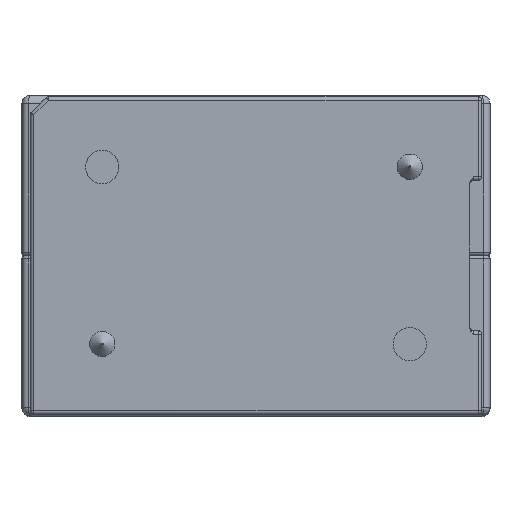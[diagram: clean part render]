
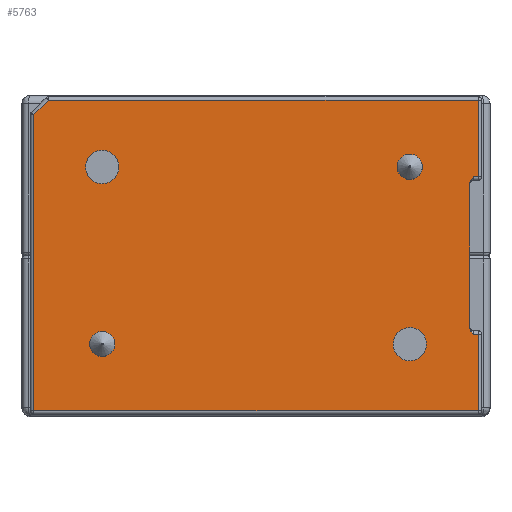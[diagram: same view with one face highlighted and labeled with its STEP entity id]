
A CAD part, top view. The second image highlights one B-rep face of the part: STEP entity #5763.
In plain terms, the highlighted face is planar.
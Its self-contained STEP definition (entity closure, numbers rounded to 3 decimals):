
#113=FACE_BOUND('',#2141,.T.);
#114=FACE_BOUND('',#2142,.T.);
#115=FACE_BOUND('',#2143,.T.);
#116=FACE_BOUND('',#2144,.T.);
#162=PLANE('',#6146);
#384=LINE('',#8204,#1039);
#389=LINE('',#8241,#1044);
#395=LINE('',#8264,#1050);
#416=LINE('',#8317,#1071);
#421=LINE('',#8332,#1076);
#422=LINE('',#8336,#1077);
#423=LINE('',#8338,#1078);
#424=LINE('',#8340,#1079);
#425=LINE('',#8341,#1080);
#1039=VECTOR('',#6591,4.354);
#1044=VECTOR('',#6618,0.15);
#1050=VECTOR('',#6646,2.3);
#1071=VECTOR('',#6691,0.15);
#1076=VECTOR('',#6710,2.3);
#1077=VECTOR('',#6715,12.859);
#1078=VECTOR('',#6716,0.624);
#1079=VECTOR('',#6717,8.859);
#1080=VECTOR('',#6718,13.3);
#1787=FACE_OUTER_BOUND('',#2140,.T.);
#2140=EDGE_LOOP('',(#4158,#4159,#4160,#4161,#4162,#4163,#4164,#4165,#4166,
#4167,#4168));
#2141=EDGE_LOOP('',(#4169));
#2142=EDGE_LOOP('',(#4170));
#2143=EDGE_LOOP('',(#4171));
#2144=EDGE_LOOP('',(#4172));
#2498=B_SPLINE_CURVE_WITH_KNOTS('',3,(#8178,#8179,#8180,#8181,#8182,#8183),
 .UNSPECIFIED.,.F.,.F.,(4,2,4),(0.,0.012,0.019),
 .UNSPECIFIED.);
#2501=B_SPLINE_CURVE_WITH_KNOTS('',3,(#8229,#8230,#8231,#8232,#8233,#8234),
 .UNSPECIFIED.,.F.,.F.,(4,2,4),(0.051,0.058,0.07),
 .UNSPECIFIED.);
#2563=CIRCLE('',#6147,0.5);
#2564=CIRCLE('',#6148,0.5);
#2565=CIRCLE('',#6149,0.375);
#2566=CIRCLE('',#6150,0.375);
#2673=VERTEX_POINT('',#8175);
#2674=VERTEX_POINT('',#8177);
#2679=VERTEX_POINT('',#8203);
#2686=VERTEX_POINT('',#8228);
#2688=VERTEX_POINT('',#8239);
#2694=VERTEX_POINT('',#8262);
#2714=VERTEX_POINT('',#8316);
#2717=VERTEX_POINT('',#8331);
#2718=VERTEX_POINT('',#8335);
#2719=VERTEX_POINT('',#8337);
#2720=VERTEX_POINT('',#8339);
#2721=VERTEX_POINT('',#8342);
#2722=VERTEX_POINT('',#8344);
#2723=VERTEX_POINT('',#8346);
#2724=VERTEX_POINT('',#8348);
#3205=EDGE_CURVE('',#2673,#2674,#2498,.T.);
#3213=EDGE_CURVE('',#2679,#2674,#384,.T.);
#3223=EDGE_CURVE('',#2679,#2686,#2501,.T.);
#3227=EDGE_CURVE('',#2688,#2673,#389,.T.);
#3239=EDGE_CURVE('',#2694,#2688,#395,.T.);
#3265=EDGE_CURVE('',#2686,#2714,#416,.T.);
#3273=EDGE_CURVE('',#2714,#2717,#421,.T.);
#3275=EDGE_CURVE('',#2718,#2694,#422,.T.);
#3276=EDGE_CURVE('',#2719,#2718,#423,.T.);
#3277=EDGE_CURVE('',#2720,#2719,#424,.T.);
#3278=EDGE_CURVE('',#2717,#2720,#425,.T.);
#3279=EDGE_CURVE('',#2721,#2721,#2563,.T.);
#3280=EDGE_CURVE('',#2722,#2722,#2564,.T.);
#3281=EDGE_CURVE('',#2723,#2723,#2565,.T.);
#3282=EDGE_CURVE('',#2724,#2724,#2566,.T.);
#4158=ORIENTED_EDGE('',*,*,#3227,.F.);
#4159=ORIENTED_EDGE('',*,*,#3239,.F.);
#4160=ORIENTED_EDGE('',*,*,#3275,.F.);
#4161=ORIENTED_EDGE('',*,*,#3276,.F.);
#4162=ORIENTED_EDGE('',*,*,#3277,.F.);
#4163=ORIENTED_EDGE('',*,*,#3278,.F.);
#4164=ORIENTED_EDGE('',*,*,#3273,.F.);
#4165=ORIENTED_EDGE('',*,*,#3265,.F.);
#4166=ORIENTED_EDGE('',*,*,#3223,.F.);
#4167=ORIENTED_EDGE('',*,*,#3213,.T.);
#4168=ORIENTED_EDGE('',*,*,#3205,.F.);
#4169=ORIENTED_EDGE('',*,*,#3279,.T.);
#4170=ORIENTED_EDGE('',*,*,#3280,.T.);
#4171=ORIENTED_EDGE('',*,*,#3281,.T.);
#4172=ORIENTED_EDGE('',*,*,#3282,.T.);
#5763=ADVANCED_FACE('',(#1787,#113,#114,#115,#116),#162,.T.);
#6146=AXIS2_PLACEMENT_3D('',#8334,#6713,#6714);
#6147=AXIS2_PLACEMENT_3D('',#8343,#6719,#6720);
#6148=AXIS2_PLACEMENT_3D('',#8345,#6721,#6722);
#6149=AXIS2_PLACEMENT_3D('',#8347,#6723,#6724);
#6150=AXIS2_PLACEMENT_3D('',#8349,#6725,#6726);
#6591=DIRECTION('',(1.,0.,0.));
#6618=DIRECTION('',(0.,0.,1.));
#6646=DIRECTION('',(-1.,0.,0.));
#6691=DIRECTION('',(0.,0.,-1.));
#6710=DIRECTION('',(-1.,0.,0.));
#6713=DIRECTION('center_axis',(0.,-1.,0.));
#6714=DIRECTION('ref_axis',(0.,0.,-1.));
#6715=DIRECTION('',(0.,0.,-1.));
#6716=DIRECTION('',(0.707,0.,-0.707));
#6717=DIRECTION('',(1.,0.,0.));
#6718=DIRECTION('',(0.,0.,1.));
#6719=DIRECTION('center_axis',(0.,1.,0.));
#6720=DIRECTION('ref_axis',(-1.,0.,0.));
#6721=DIRECTION('center_axis',(0.,1.,0.));
#6722=DIRECTION('ref_axis',(-1.,0.,0.));
#6723=DIRECTION('center_axis',(0.,1.,0.));
#6724=DIRECTION('ref_axis',(-1.,0.,0.));
#6725=DIRECTION('center_axis',(0.,1.,0.));
#6726=DIRECTION('ref_axis',(-1.,0.,0.));
#8175=CARTESIAN_POINT('',(2.35,-1.8,-6.5));
#8177=CARTESIAN_POINT('',(2.177,-1.8,-6.4));
#8178=CARTESIAN_POINT('Ctrl Pts',(2.35,-1.8,-6.5));
#8179=CARTESIAN_POINT('Ctrl Pts',(2.322,-1.8,-6.472));
#8180=CARTESIAN_POINT('Ctrl Pts',(2.288,-1.8,-6.44));
#8181=CARTESIAN_POINT('Ctrl Pts',(2.232,-1.8,-6.409));
#8182=CARTESIAN_POINT('Ctrl Pts',(2.202,-1.8,-6.4));
#8183=CARTESIAN_POINT('Ctrl Pts',(2.177,-1.8,-6.4));
#8203=CARTESIAN_POINT('',(-2.177,-1.8,-6.4));
#8204=CARTESIAN_POINT('',(1.109,-1.8,-6.4));
#8228=CARTESIAN_POINT('',(-2.35,-1.8,-6.5));
#8229=CARTESIAN_POINT('Ctrl Pts',(-2.177,-1.8,-6.4));
#8230=CARTESIAN_POINT('Ctrl Pts',(-2.202,-1.8,-6.4));
#8231=CARTESIAN_POINT('Ctrl Pts',(-2.232,-1.8,-6.409));
#8232=CARTESIAN_POINT('Ctrl Pts',(-2.288,-1.8,-6.44));
#8233=CARTESIAN_POINT('Ctrl Pts',(-2.322,-1.8,-6.472));
#8234=CARTESIAN_POINT('Ctrl Pts',(-2.35,-1.8,-6.5));
#8239=CARTESIAN_POINT('',(2.35,-1.8,-6.65));
#8241=CARTESIAN_POINT('',(2.35,-1.8,-3.397));
#8262=CARTESIAN_POINT('',(4.65,-1.8,-6.65));
#8264=CARTESIAN_POINT('',(-2.391,-1.8,-6.65));
#8316=CARTESIAN_POINT('',(-2.35,-1.8,-6.65));
#8317=CARTESIAN_POINT('',(-2.35,-1.8,-3.222));
#8331=CARTESIAN_POINT('',(-4.65,-1.8,-6.65));
#8332=CARTESIAN_POINT('',(-2.391,-1.8,-6.65));
#8334=CARTESIAN_POINT('Origin',(-0.032,-1.8,-0.044));
#8335=CARTESIAN_POINT('',(4.65,-1.8,6.209));
#8336=CARTESIAN_POINT('',(4.65,-1.8,-3.397));
#8337=CARTESIAN_POINT('',(4.209,-1.8,6.65));
#8338=CARTESIAN_POINT('',(5.057,-1.8,5.801));
#8339=CARTESIAN_POINT('',(-4.65,-1.8,6.65));
#8340=CARTESIAN_POINT('',(2.109,-1.8,6.65));
#8341=CARTESIAN_POINT('',(-4.65,-1.8,3.353));
#8342=CARTESIAN_POINT('',(3.15,-1.8,4.6));
#8343=CARTESIAN_POINT('Origin',(2.65,-1.8,4.6));
#8344=CARTESIAN_POINT('',(-2.15,-1.8,-4.6));
#8345=CARTESIAN_POINT('Origin',(-2.65,-1.8,-4.6));
#8346=CARTESIAN_POINT('',(3.025,-1.8,-4.6));
#8347=CARTESIAN_POINT('Origin',(2.65,-1.8,-4.6));
#8348=CARTESIAN_POINT('',(-2.275,-1.8,4.6));
#8349=CARTESIAN_POINT('Origin',(-2.65,-1.8,4.6));
